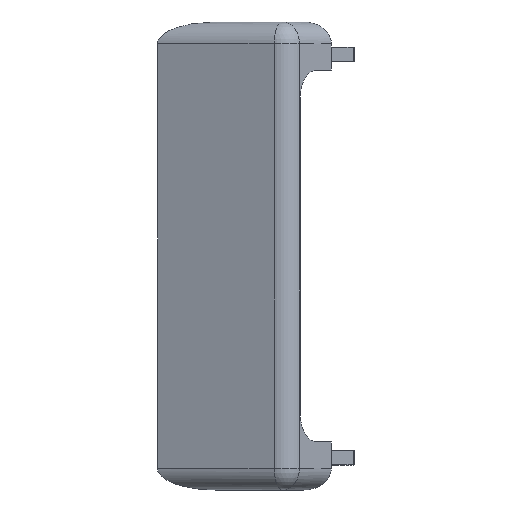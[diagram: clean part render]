
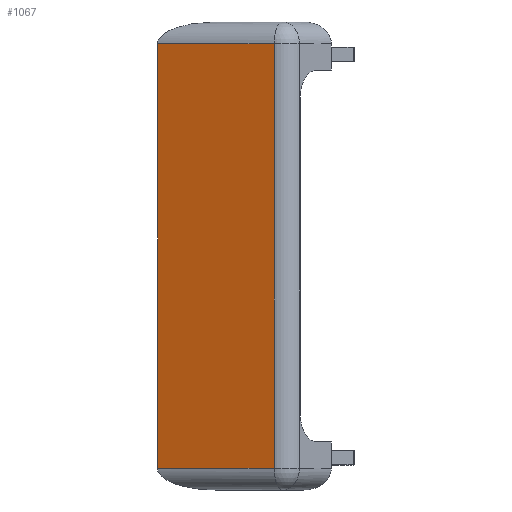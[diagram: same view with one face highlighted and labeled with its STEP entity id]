
A CAD part, top view. The second image highlights one B-rep face of the part: STEP entity #1067.
In plain terms, the highlighted planar face has unit normal (-0.377, 0, 0.926).
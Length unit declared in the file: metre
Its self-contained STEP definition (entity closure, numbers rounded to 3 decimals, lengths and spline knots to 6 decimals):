
#162=ORIENTED_EDGE('',*,*,#423,.F.);
#163=ORIENTED_EDGE('',*,*,#467,.T.);
#164=ORIENTED_EDGE('',*,*,#468,.T.);
#165=ORIENTED_EDGE('',*,*,#469,.T.);
#423=EDGE_CURVE('',#580,#581,#679,.T.);
#467=EDGE_CURVE('',#580,#615,#709,.T.);
#468=EDGE_CURVE('',#615,#616,#710,.T.);
#469=EDGE_CURVE('',#616,#581,#711,.F.);
#580=VERTEX_POINT('',#1616);
#581=VERTEX_POINT('',#1618);
#615=VERTEX_POINT('',#1703);
#616=VERTEX_POINT('',#1705);
#679=LINE('',#1617,#801);
#709=LINE('',#1702,#831);
#710=LINE('',#1704,#832);
#711=LINE('',#1706,#833);
#801=VECTOR('',#1278,1.);
#831=VECTOR('',#1350,1.);
#832=VECTOR('',#1351,1.);
#833=VECTOR('',#1352,1.);
#907=EDGE_LOOP('',(#162,#163,#164,#165));
#967=FACE_BOUND('',#907,.T.);
#1027=PLANE('',#1160);
#1067=ADVANCED_FACE('',(#967),#1027,.T.);
#1160=AXIS2_PLACEMENT_3D('',#1701,#1348,#1349);
#1278=DIRECTION('',(0.,1.,0.));
#1348=DIRECTION('',(-0.377,0.,0.926));
#1349=DIRECTION('',(0.926,0.,0.377));
#1350=DIRECTION('',(0.926,0.,0.377));
#1351=DIRECTION('',(0.,1.,0.));
#1352=DIRECTION('',(0.926,0.,0.377));
#1616=CARTESIAN_POINT('',(-0.030869,-0.102128,0.));
#1617=CARTESIAN_POINT('',(-0.030869,-0.1048,0.));
#1618=CARTESIAN_POINT('',(-0.030869,-0.002672,0.));
#1701=CARTESIAN_POINT('',(-0.015434,-0.1048,0.006274));
#1702=CARTESIAN_POINT('',(-0.015434,-0.102128,0.006274));
#1703=CARTESIAN_POINT('',(-0.003546,-0.102128,0.011107));
#1704=CARTESIAN_POINT('',(-0.003546,-0.1048,0.011107));
#1705=CARTESIAN_POINT('',(-0.003546,-0.002672,0.011107));
#1706=CARTESIAN_POINT('',(-0.015434,-0.002672,0.006274));
